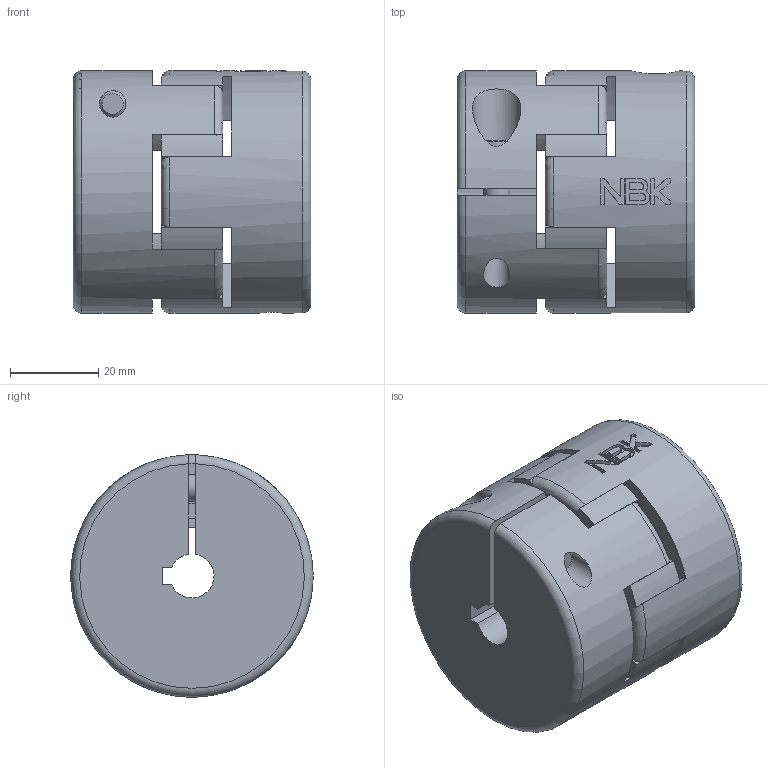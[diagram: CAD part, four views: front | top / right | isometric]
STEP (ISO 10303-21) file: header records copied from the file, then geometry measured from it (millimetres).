
FILE_DESCRIPTION(/* description */ ('STEP AP214'),/* implementation_level */ '2;1');
FILE_NAME(/* name */ 'MJS-55CSK-ERD-10-22',/* time_stamp */ '2023-12-09T19:54:49+01:00',/* author */ ('License CC BY-ND 4.0'),/* organization */ ('CADENAS'),/* preprocessor_version */ 'ST-DEVELOPER v19.3',/* originating_system */ 'PARTsolutions',/* authorisation */ ' ');
FILE_SCHEMA (('AUTOMOTIVE_DESIGN {1 0 10303 214 3 1 1}'));
Length unit declared in the file: millimetre
Products named in the file (4): MJS-55CSK-ERD-10-22; MJS-55CSK-ERD - 10-22 - 3; MJS-55CSK-ERD - 2; MJS-55CSK-ERD - 10-22 - 1
Assembly tree (3 placements, depth 2):
  MJS-55CSK-ERD-10-22
    MJS-55CSK-ERD - 10-22 - 3
    MJS-55CSK-ERD - 2
    MJS-55CSK-ERD - 10-22 - 1
Bounding box: 54 x 55 x 55 mm (x, y, z)
Volume: 101151.3 mm3; surface area: 31782.6 mm2
Topology: 3 solids, 3 shells, 178 faces, 469 edges, 312 vertices
Faces by surface type: cylinder 83, plane 81, torus 10, cone 4
Full cylindrical faces by diameter (mm): 6 x4, 7 x2, 10 x2, 11 x2, 26 x1
Entity records: 5732 total; most frequent: CARTESIAN_POINT 1144, DIRECTION 982, ORIENTED_EDGE 904, EDGE_CURVE 452, AXIS2_PLACEMENT_3D 380, VERTEX_POINT 310, LINE 222, VECTOR 222
